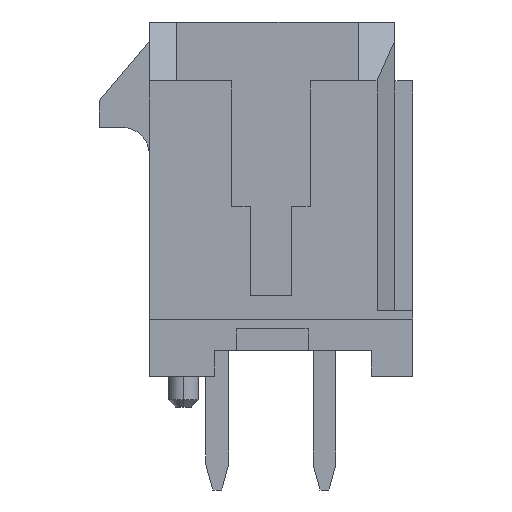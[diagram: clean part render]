
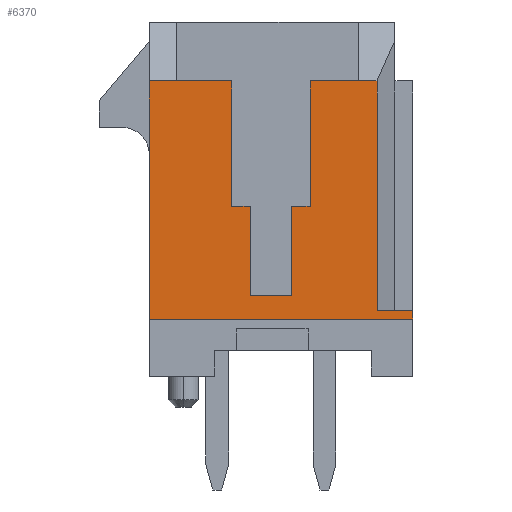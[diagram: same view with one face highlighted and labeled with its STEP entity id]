
A CAD part, left-side view. The second image highlights one B-rep face of the part: STEP entity #6370.
In plain terms, the highlighted planar face has unit normal (-1, 0, 0).
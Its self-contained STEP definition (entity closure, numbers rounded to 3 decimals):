
#1=DIRECTION('',(0.,0.,-1.));
#2=VECTOR('',#1,3.5);
#3=CARTESIAN_POINT('',(-12.325,-1.1,3.3));
#4=LINE('',#3,#2);
#5=DIRECTION('',(0.,1.,0.));
#6=VECTOR('',#5,1.35);
#7=CARTESIAN_POINT('',(-12.325,-2.45,3.3));
#8=LINE('',#7,#6);
#9=DIRECTION('',(0.,-1.,0.));
#10=VECTOR('',#9,0.52);
#11=CARTESIAN_POINT('',(-12.325,-2.45,3.3));
#12=LINE('',#11,#10);
#13=DIRECTION('',(0.,0.,-1.));
#14=VECTOR('',#13,6.41);
#15=CARTESIAN_POINT('',(-12.325,-2.97,3.3));
#16=LINE('',#15,#14);
#17=DIRECTION('',(0.,0.,-1.));
#18=VECTOR('',#17,0.25);
#19=CARTESIAN_POINT('',(-12.325,-3.97,-3.11));
#20=LINE('',#19,#18);
#21=DIRECTION('',(0.,1.,0.));
#22=VECTOR('',#21,7.37);
#23=CARTESIAN_POINT('',(-12.325,-3.97,-3.36));
#24=LINE('',#23,#22);
#25=DIRECTION('',(0.,0.,1.));
#26=VECTOR('',#25,6.66);
#27=CARTESIAN_POINT('',(-12.325,3.4,-3.36));
#28=LINE('',#27,#26);
#29=DIRECTION('',(0.,-1.,0.));
#30=VECTOR('',#29,0.76);
#31=CARTESIAN_POINT('',(-12.325,3.4,3.3));
#32=LINE('',#31,#30);
#33=DIRECTION('',(0.,1.,0.));
#34=VECTOR('',#33,1.54);
#35=CARTESIAN_POINT('',(-12.325,1.1,3.3));
#36=LINE('',#35,#34);
#37=DIRECTION('',(0.,0.,-1.));
#38=VECTOR('',#37,3.5);
#39=CARTESIAN_POINT('',(-12.325,1.1,3.3));
#40=LINE('',#39,#38);
#41=DIRECTION('',(0.,1.,0.));
#42=VECTOR('',#41,0.525);
#43=CARTESIAN_POINT('',(-12.325,0.575,-0.2));
#44=LINE('',#43,#42);
#45=DIRECTION('',(0.,0.,1.));
#46=VECTOR('',#45,2.5);
#47=CARTESIAN_POINT('',(-12.325,0.575,-2.7));
#48=LINE('',#47,#46);
#49=DIRECTION('',(0.,1.,0.));
#50=VECTOR('',#49,1.15);
#51=CARTESIAN_POINT('',(-12.325,-0.575,-2.7));
#52=LINE('',#51,#50);
#53=DIRECTION('',(0.,0.,-1.));
#54=VECTOR('',#53,2.5);
#55=CARTESIAN_POINT('',(-12.325,-0.575,-0.2));
#56=LINE('',#55,#54);
#57=DIRECTION('',(0.,1.,0.));
#58=VECTOR('',#57,0.525);
#59=CARTESIAN_POINT('',(-12.325,-1.1,-0.2));
#60=LINE('',#59,#58);
#2499=DIRECTION('',(0.,1.,0.));
#2500=VECTOR('',#2499,1.);
#2501=CARTESIAN_POINT('',(-12.325,-3.97,-3.11));
#2502=LINE('',#2501,#2500);
#4788=CARTESIAN_POINT('',(-12.325,3.4,3.3));
#4790=VERTEX_POINT('',#4788);
#4837=CARTESIAN_POINT('',(-12.325,-3.97,-3.11));
#4838=CARTESIAN_POINT('',(-12.325,-2.97,-3.11));
#4839=VERTEX_POINT('',#4837);
#4840=VERTEX_POINT('',#4838);
#4845=CARTESIAN_POINT('',(-12.325,2.64,3.3));
#4846=VERTEX_POINT('',#4845);
#4847=CARTESIAN_POINT('',(-12.325,-2.45,3.3));
#4848=VERTEX_POINT('',#4847);
#5065=CARTESIAN_POINT('',(-12.325,-1.1,3.3));
#5066=CARTESIAN_POINT('',(-12.325,-1.1,-0.2));
#5067=VERTEX_POINT('',#5065);
#5068=VERTEX_POINT('',#5066);
#5069=CARTESIAN_POINT('',(-12.325,-0.575,-0.2));
#5070=VERTEX_POINT('',#5069);
#5071=CARTESIAN_POINT('',(-12.325,-0.575,-2.7));
#5072=VERTEX_POINT('',#5071);
#5073=CARTESIAN_POINT('',(-12.325,0.575,-2.7));
#5074=VERTEX_POINT('',#5073);
#5075=CARTESIAN_POINT('',(-12.325,0.575,-0.2));
#5076=VERTEX_POINT('',#5075);
#5077=CARTESIAN_POINT('',(-12.325,1.1,-0.2));
#5078=VERTEX_POINT('',#5077);
#5079=CARTESIAN_POINT('',(-12.325,1.1,3.3));
#5080=VERTEX_POINT('',#5079);
#6177=CARTESIAN_POINT('',(-12.325,-3.97,-3.36));
#6178=CARTESIAN_POINT('',(-12.325,3.4,-3.36));
#6179=VERTEX_POINT('',#6177);
#6180=VERTEX_POINT('',#6178);
#6237=CARTESIAN_POINT('',(-12.325,-2.97,3.3));
#6238=VERTEX_POINT('',#6237);
#6331=CARTESIAN_POINT('',(-12.325,0.,0.));
#6332=DIRECTION('',(1.,0.,0.));
#6333=DIRECTION('',(0.,0.,-1.));
#6334=AXIS2_PLACEMENT_3D('',#6331,#6332,#6333);
#6335=PLANE('',#6334);
#6337=ORIENTED_EDGE('',*,*,#6336,.F.);
#6339=ORIENTED_EDGE('',*,*,#6338,.F.);
#6341=ORIENTED_EDGE('',*,*,#6340,.T.);
#6343=ORIENTED_EDGE('',*,*,#6342,.T.);
#6345=ORIENTED_EDGE('',*,*,#6344,.F.);
#6347=ORIENTED_EDGE('',*,*,#6346,.T.);
#6349=ORIENTED_EDGE('',*,*,#6348,.T.);
#6351=ORIENTED_EDGE('',*,*,#6350,.T.);
#6353=ORIENTED_EDGE('',*,*,#6352,.T.);
#6355=ORIENTED_EDGE('',*,*,#6354,.F.);
#6357=ORIENTED_EDGE('',*,*,#6356,.T.);
#6359=ORIENTED_EDGE('',*,*,#6358,.F.);
#6361=ORIENTED_EDGE('',*,*,#6360,.F.);
#6363=ORIENTED_EDGE('',*,*,#6362,.F.);
#6365=ORIENTED_EDGE('',*,*,#6364,.F.);
#6367=ORIENTED_EDGE('',*,*,#6366,.F.);
#6368=EDGE_LOOP('',(#6337,#6339,#6341,#6343,#6345,#6347,#6349,#6351,#6353,#6355,
#6357,#6359,#6361,#6363,#6365,#6367));
#6369=FACE_OUTER_BOUND('',#6368,.F.);
#6370=ADVANCED_FACE('',(#6369),#6335,.F.);
#6336=EDGE_CURVE('',#5067,#5068,#4,.T.);
#6338=EDGE_CURVE('',#4848,#5067,#8,.T.);
#6340=EDGE_CURVE('',#4848,#6238,#12,.T.);
#6342=EDGE_CURVE('',#6238,#4840,#16,.T.);
#6344=EDGE_CURVE('',#4839,#4840,#2502,.T.);
#6346=EDGE_CURVE('',#4839,#6179,#20,.T.);
#6348=EDGE_CURVE('',#6179,#6180,#24,.T.);
#6350=EDGE_CURVE('',#6180,#4790,#28,.T.);
#6352=EDGE_CURVE('',#4790,#4846,#32,.T.);
#6354=EDGE_CURVE('',#5080,#4846,#36,.T.);
#6356=EDGE_CURVE('',#5080,#5078,#40,.T.);
#6358=EDGE_CURVE('',#5076,#5078,#44,.T.);
#6360=EDGE_CURVE('',#5074,#5076,#48,.T.);
#6362=EDGE_CURVE('',#5072,#5074,#52,.T.);
#6364=EDGE_CURVE('',#5070,#5072,#56,.T.);
#6366=EDGE_CURVE('',#5068,#5070,#60,.T.);
